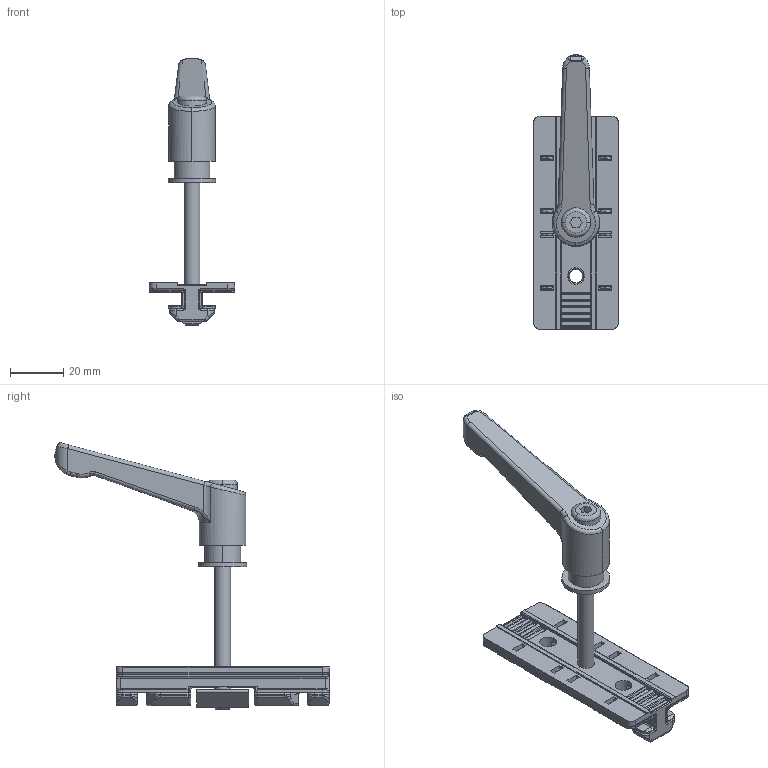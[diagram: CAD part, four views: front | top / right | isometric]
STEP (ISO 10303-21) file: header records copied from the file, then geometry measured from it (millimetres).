
FILE_DESCRIPTION(/* description */ ('KriTec_Set_Profilgleiter_ZN_80x40_mit_Schlittenklemmung'),/* implementation_level */ '2;1');
FILE_NAME(/* name */ '13108_KriTec_Gleitschlitten-Fuehrung_8_80x40_mit_Schlittenklemmung_.stp',/* time_stamp */ '2020-08-10T16:00:35+02:00',/* author */ ('jendrek'),/* organization */ (''),/* preprocessor_version */ 'ST-DEVELOPER v17',/* originating_system */ 'Autodesk Inventor 2018',/* authorisation */ '');
FILE_SCHEMA (('AUTOMOTIVE_DESIGN { 1 0 10303 214 3 1 1 }'));
Length unit declared in the file: millimetre
Products named in the file (9): 13108; 13108a; KriTec Klemmhebel mit Innengewinde M6.ipt; gn_300-63-m6-sw_02; gn_300-63-m6-sw_01; Gewindestange M6 für Klemmhebel; DIN 9021 - 6,4; DIN 439 - M6; Nutenstein Nut 8 M6
Assembly tree (9 placements, depth 3):
  13108
    13108a
    KriTec Klemmhebel mit Innengewinde M6.ipt
      gn_300-63-m6-sw_02
      gn_300-63-m6-sw_01
      Gewindestange M6 für Klemmhebel
    DIN 9021 - 6,4
    DIN 439 - M6  x2
    Nutenstein Nut 8 M6
Bounding box: 32 x 103 x 100 mm (x, y, z)
Volume: 30620.5 mm3; surface area: 26111.9 mm2
Topology: 12 solids, 12 shells, 680 faces, 1727 edges, 1056 vertices
Faces by surface type: plane 263, cylinder 256, bspline 58, torus 56, cone 25, sphere 22
Full cylindrical faces by diameter (mm): 4.917 x3, 6 x1, 6.3 x3, 6.4 x1, 18 x1
Entity records: 23910 total; most frequent: CARTESIAN_POINT 7534, ORIENTED_EDGE 3354, DIRECTION 3329, EDGE_CURVE 1677, AXIS2_PLACEMENT_3D 1215, VERTEX_POINT 1035, LINE 899, VECTOR 899
